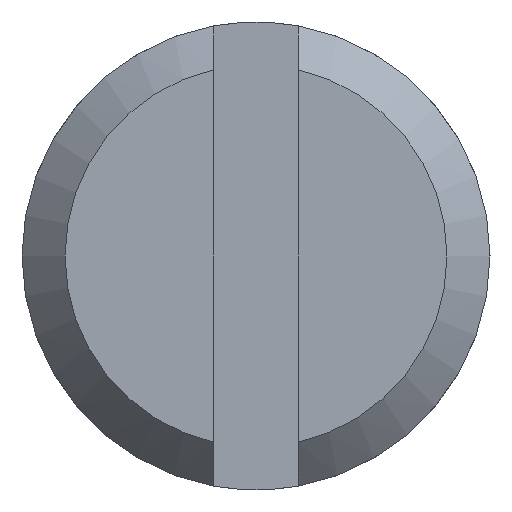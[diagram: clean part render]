
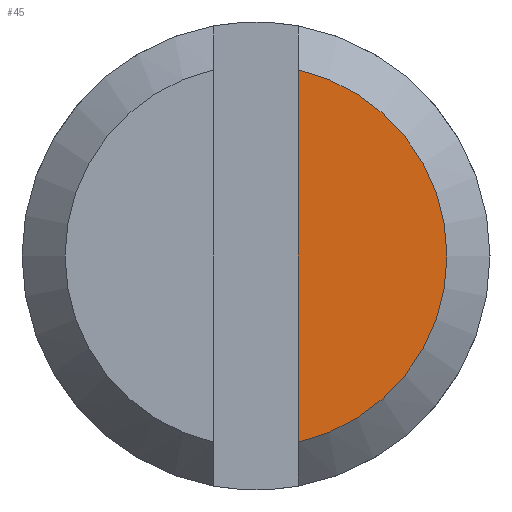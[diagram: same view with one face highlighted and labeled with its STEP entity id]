
A CAD part, left-side view. The second image highlights one B-rep face of the part: STEP entity #45.
In plain terms, the highlighted planar face has unit normal (-1, 0, 0).
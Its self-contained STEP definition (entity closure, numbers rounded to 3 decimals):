
#45 = ADVANCED_FACE( '', ( #92 ), #93, .F. );
#92 = FACE_OUTER_BOUND( '', #144, .T. );
#93 = PLANE( '', #145 );
#144 = EDGE_LOOP( '', ( #210, #211 ) );
#145 = AXIS2_PLACEMENT_3D( '', #212, #213, #214 );
#210 = ORIENTED_EDGE( '', *, *, #292, .F. );
#211 = ORIENTED_EDGE( '', *, *, #293, .F. );
#212 = CARTESIAN_POINT( '', ( 0., 0., 0. ) );
#213 = DIRECTION( '', ( 1., 0., 0. ) );
#214 = DIRECTION( '', ( 0., 1., 0. ) );
#292 = EDGE_CURVE( '', #337, #338, #339, .T. );
#293 = EDGE_CURVE( '', #338, #337, #340, .T. );
#337 = VERTEX_POINT( '', #401 );
#338 = VERTEX_POINT( '', #402 );
#339 = CIRCLE( '', #403, 4.08 );
#340 = LINE( '', #404, #405 );
#401 = CARTESIAN_POINT( '', ( 0., -0.9, 3.979 ) );
#402 = CARTESIAN_POINT( '', ( 0., -0.9, -3.979 ) );
#403 = AXIS2_PLACEMENT_3D( '', #456, #457, #458 );
#404 = CARTESIAN_POINT( '', ( 0., -0.9, -10.5 ) );
#405 = VECTOR( '', #459, 1000. );
#456 = CARTESIAN_POINT( '', ( 0., 0., 0. ) );
#457 = DIRECTION( '', ( 1., 0., 0. ) );
#458 = DIRECTION( '', ( 0., 1., 0. ) );
#459 = DIRECTION( '', ( 0., 0., 1. ) );
